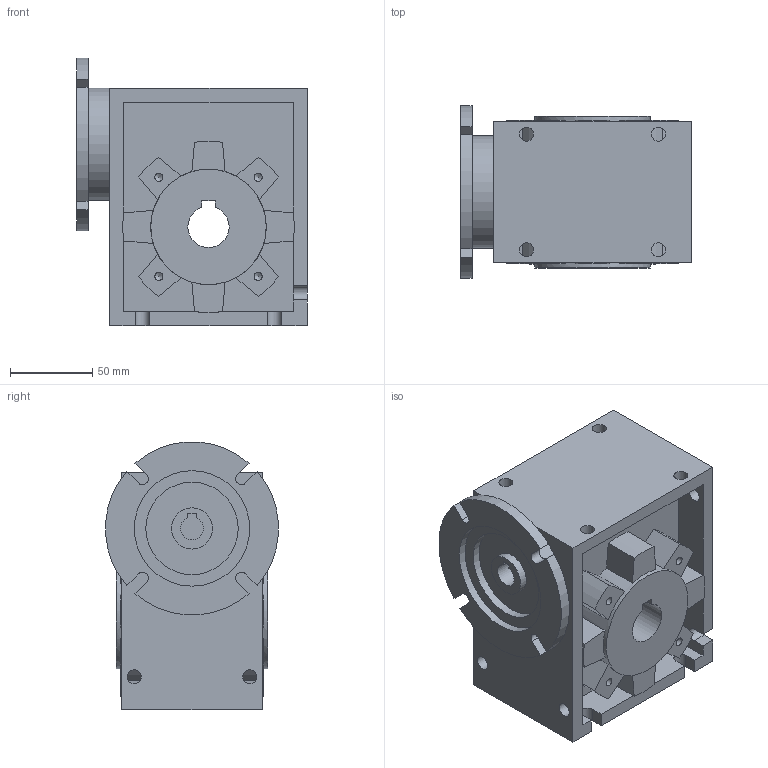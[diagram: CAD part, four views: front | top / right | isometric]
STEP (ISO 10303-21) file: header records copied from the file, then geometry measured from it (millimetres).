
FILE_DESCRIPTION(/* description */ (''),/* implementation_level */ '2;1');
FILE_NAME(/* name */ 'NNDK50 - 71B14.stp',/* time_stamp */ '2021-01-28T14:49:07+01:00',/* author */ ('jvandrunen'),/* organization */ (''),/* preprocessor_version */ 'ST-DEVELOPER v18.1',/* originating_system */ 'Autodesk Inventor 2021',/* authorisation */ '');
FILE_SCHEMA (('AUTOMOTIVE_DESIGN { 1 0 10303 214 3 1 1 }'));
Length unit declared in the file: millimetre
Products named in the file (1): Q100039
Bounding box: 140 x 104.67 x 162.33 mm (x, y, z)
Volume: 1228231.4 mm3; surface area: 146509.5 mm2
Topology: 1 solids, 1 shells, 174 faces, 491 edges, 324 vertices
Faces by surface type: plane 112, cylinder 54, cone 8
Full cylindrical faces by diameter (mm): 4.917 x8, 8.5 x8, 25 x1, 56 x1, 68 x1, 70 x3
Entity records: 5684 total; most frequent: DIRECTION 985, CARTESIAN_POINT 982, ORIENTED_EDGE 966, EDGE_CURVE 483, LINE 331, VECTOR 331, AXIS2_PLACEMENT_3D 327, VERTEX_POINT 324
